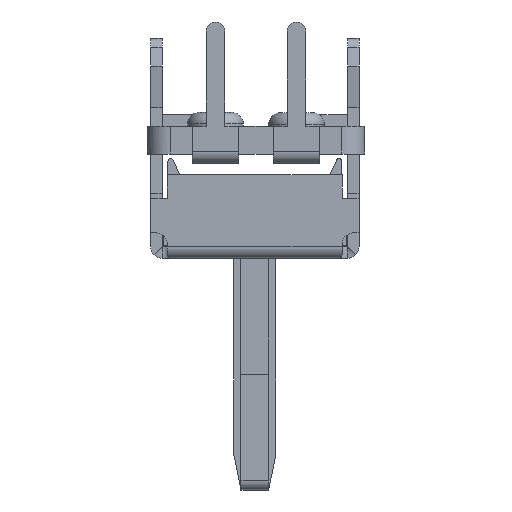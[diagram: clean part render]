
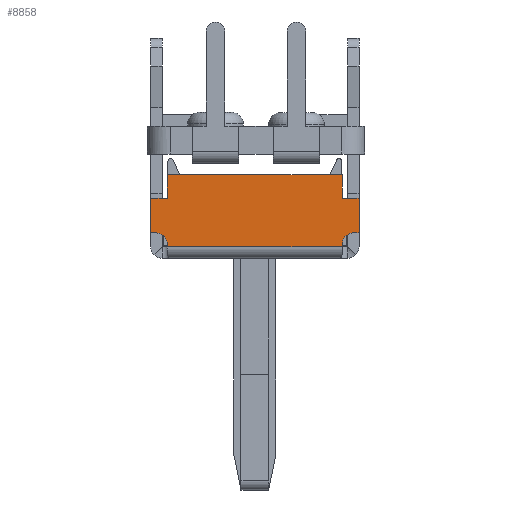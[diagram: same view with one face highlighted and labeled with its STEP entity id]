
A CAD part, left-side view. The second image highlights one B-rep face of the part: STEP entity #8858.
In plain terms, the highlighted planar face has unit normal (-1, 0, 0).
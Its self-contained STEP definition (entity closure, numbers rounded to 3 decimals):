
#2292=CARTESIAN_POINT('',(0.1,8.971,-5.1));
#2293=DIRECTION('',(1.,0.,0.));
#2294=DIRECTION('',(0.,0.,1.));
#2295=AXIS2_PLACEMENT_3D('',#2292,#2293,#2294);
#2297=DIRECTION('',(0.,-1.,0.));
#2298=VECTOR('',#2297,0.229);
#2299=CARTESIAN_POINT('',(0.1,9.2,-4.6));
#2300=LINE('',#2299,#2298);
#2301=CARTESIAN_POINT('',(0.1,0.429,
-5.1));
#2302=DIRECTION('',(1.,0.,0.));
#2303=DIRECTION('',(0.,1.,0.));
#2304=AXIS2_PLACEMENT_3D('',#2301,#2302,#2303);
#2306=DIRECTION('',(0.,0.,-1.));
#2307=VECTOR('',#2306,0.1);
#2308=CARTESIAN_POINT('',(0.1,8.471,-5.1));
#2309=LINE('',#2308,#2307);
#2341=DIRECTION('',(0.,-1.,0.));
#2342=VECTOR('',#2341,7.543);
#2343=CARTESIAN_POINT('',(0.1,8.471,-5.2));
#2344=LINE('',#2343,#2342);
#2350=DIRECTION('',(0.,0.,1.));
#2351=VECTOR('',#2350,0.1);
#2352=CARTESIAN_POINT('',(0.1,0.929,-5.2));
#2353=LINE('',#2352,#2351);
#2370=DIRECTION('',(0.,1.,0.));
#2371=VECTOR('',#2370,0.229);
#2372=CARTESIAN_POINT('',(0.1,0.2,
-4.6));
#2373=LINE('',#2372,#2371);
#2386=DIRECTION('',(0.,0.,-1.));
#2387=VECTOR('',#2386,1.5);
#2388=CARTESIAN_POINT('',(0.1,0.2,
-3.1));
#2389=LINE('',#2388,#2387);
#2398=DIRECTION('',(0.,-1.,0.));
#2399=VECTOR('',#2398,0.729);
#2400=CARTESIAN_POINT('',(0.1,0.929,
-3.1));
#2401=LINE('',#2400,#2399);
#2410=DIRECTION('',(0.,0.,1.));
#2411=VECTOR('',#2410,1.);
#2412=CARTESIAN_POINT('',(0.1,0.929,
-3.1));
#2413=LINE('',#2412,#2411);
#2414=DIRECTION('',(0.,-1.,0.));
#2415=VECTOR('',#2414,7.543);
#2416=CARTESIAN_POINT('',(0.1,8.471,
-2.1));
#2417=LINE('',#2416,#2415);
#2426=DIRECTION('',(0.,0.,-1.));
#2427=VECTOR('',#2426,1.);
#2428=CARTESIAN_POINT('',(0.1,8.471,
-2.1));
#2429=LINE('',#2428,#2427);
#2438=DIRECTION('',(0.,-1.,0.));
#2439=VECTOR('',#2438,0.729);
#2440=CARTESIAN_POINT('',(0.1,9.2,-3.1));
#2441=LINE('',#2440,#2439);
#2450=DIRECTION('',(0.,0.,1.));
#2451=VECTOR('',#2450,1.5);
#2452=CARTESIAN_POINT('',(0.1,9.2,-4.6));
#2453=LINE('',#2452,#2451);
#4945=CARTESIAN_POINT('',(0.1,8.971,-4.6));
#4946=VERTEX_POINT('',#4945);
#4947=CARTESIAN_POINT('',(0.1,9.2,-4.6));
#4948=VERTEX_POINT('',#4947);
#4949=CARTESIAN_POINT('',(0.1,8.471,-5.1));
#4950=VERTEX_POINT('',#4949);
#4951=CARTESIAN_POINT('',(0.1,8.471,-5.2));
#4952=VERTEX_POINT('',#4951);
#4953=CARTESIAN_POINT('',(0.1,9.2,-3.1));
#4954=VERTEX_POINT('',#4953);
#4955=CARTESIAN_POINT('',(0.1,8.471,-3.1));
#4956=VERTEX_POINT('',#4955);
#4957=CARTESIAN_POINT('',(0.1,8.471,
-2.1));
#4958=VERTEX_POINT('',#4957);
#4959=CARTESIAN_POINT('',(0.1,0.929,
-2.1));
#4960=VERTEX_POINT('',#4959);
#4961=CARTESIAN_POINT('',(0.1,0.929,
-3.1));
#4962=VERTEX_POINT('',#4961);
#4963=CARTESIAN_POINT('',(0.1,0.2,
-3.1));
#4964=VERTEX_POINT('',#4963);
#4965=CARTESIAN_POINT('',(0.1,0.2,
-4.6));
#4966=VERTEX_POINT('',#4965);
#4967=CARTESIAN_POINT('',(0.1,0.429,
-4.6));
#4968=VERTEX_POINT('',#4967);
#4969=CARTESIAN_POINT('',(0.1,0.929,-5.1));
#4970=VERTEX_POINT('',#4969);
#4971=CARTESIAN_POINT('',(0.1,0.929,-5.2));
#4972=VERTEX_POINT('',#4971);
#8825=CARTESIAN_POINT('',(0.1,4.7,-3.65));
#8826=DIRECTION('',(1.,0.,0.));
#8827=DIRECTION('',(0.,0.,1.));
#8828=AXIS2_PLACEMENT_3D('',#8825,#8826,#8827);
#8829=PLANE('',#8828);
#8831=ORIENTED_EDGE('',*,*,#8830,.F.);
#8832=ORIENTED_EDGE('',*,*,#8817,.F.);
#8833=ORIENTED_EDGE('',*,*,#8806,.F.);
#8835=ORIENTED_EDGE('',*,*,#8834,.T.);
#8837=ORIENTED_EDGE('',*,*,#8836,.T.);
#8839=ORIENTED_EDGE('',*,*,#8838,.F.);
#8841=ORIENTED_EDGE('',*,*,#8840,.T.);
#8843=ORIENTED_EDGE('',*,*,#8842,.F.);
#8845=ORIENTED_EDGE('',*,*,#8844,.T.);
#8847=ORIENTED_EDGE('',*,*,#8846,.T.);
#8849=ORIENTED_EDGE('',*,*,#8848,.T.);
#8851=ORIENTED_EDGE('',*,*,#8850,.F.);
#8853=ORIENTED_EDGE('',*,*,#8852,.F.);
#8855=ORIENTED_EDGE('',*,*,#8854,.F.);
#8856=EDGE_LOOP('',(#8831,#8832,#8833,#8835,#8837,#8839,#8841,#8843,#8845,#8847,
#8849,#8851,#8853,#8855));
#8857=FACE_OUTER_BOUND('',#8856,.F.);
#2296=CIRCLE('',#2295,0.5);
#2305=CIRCLE('',#2304,0.5);
#8806=EDGE_CURVE('',#4948,#4946,#2300,.T.);
#8817=EDGE_CURVE('',#4946,#4950,#2296,.T.);
#8830=EDGE_CURVE('',#4950,#4952,#2309,.T.);
#8834=EDGE_CURVE('',#4948,#4954,#2453,.T.);
#8836=EDGE_CURVE('',#4954,#4956,#2441,.T.);
#8838=EDGE_CURVE('',#4958,#4956,#2429,.T.);
#8840=EDGE_CURVE('',#4958,#4960,#2417,.T.);
#8842=EDGE_CURVE('',#4962,#4960,#2413,.T.);
#8844=EDGE_CURVE('',#4962,#4964,#2401,.T.);
#8846=EDGE_CURVE('',#4964,#4966,#2389,.T.);
#8848=EDGE_CURVE('',#4966,#4968,#2373,.T.);
#8850=EDGE_CURVE('',#4970,#4968,#2305,.T.);
#8852=EDGE_CURVE('',#4972,#4970,#2353,.T.);
#8854=EDGE_CURVE('',#4952,#4972,#2344,.T.);
#8858=ADVANCED_FACE('',(#8857),#8829,.F.);
